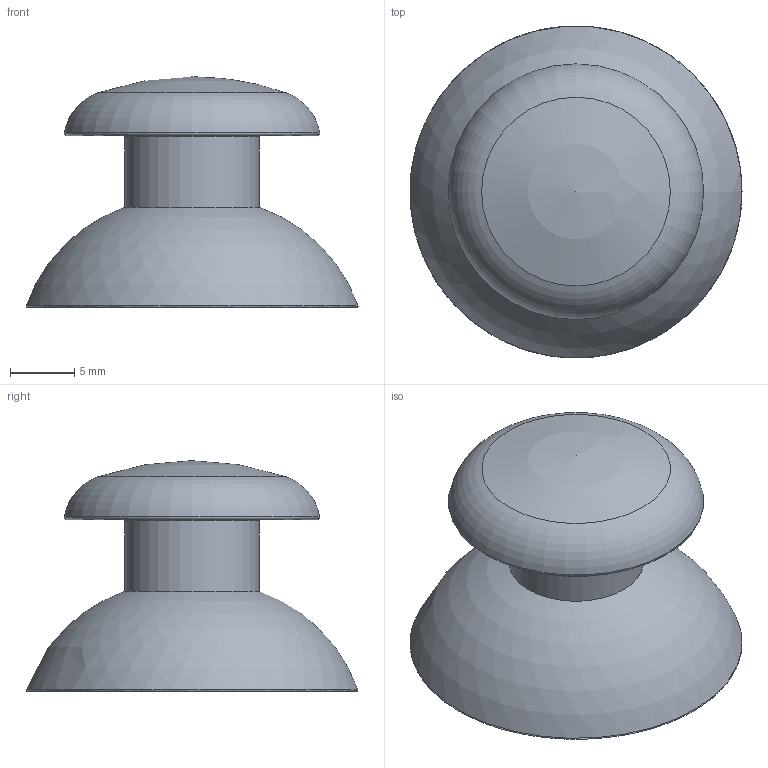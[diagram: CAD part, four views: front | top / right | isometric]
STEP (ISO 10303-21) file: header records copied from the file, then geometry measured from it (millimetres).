
FILE_DESCRIPTION(('FreeCAD Model'),'2;1');
FILE_NAME('Open CASCADE Shape Model','2023-03-02T21:36:46',(''),(''), 'Open CASCADE STEP processor 7.6','FreeCAD','Unknown');
FILE_SCHEMA(('AUTOMOTIVE_DESIGN { 1 0 10303 214 1 1 1 1 }'));
Length unit declared in the file: millimetre
Products named in the file (1): Thumb-Button
Bounding box: 25.91 x 25.91 x 18 mm (x, y, z)
Volume: 2005.7 mm3; surface area: 2471.5 mm2
Topology: 1 solids, 1 shells, 30 faces, 72 edges, 46 vertices
Faces by surface type: plane 18, cylinder 4, torus 3, bspline 2, revolution 2, sphere 1
Full cylindrical faces by diameter (mm): 5.6 x1, 10.5 x1
Entity records: 1191 total; most frequent: CARTESIAN_POINT 494, ORIENTED_EDGE 142, DIRECTION 138, EDGE_CURVE 71, AXIS2_PLACEMENT_3D 55, VERTEX_POINT 46, FACE_BOUND 33, EDGE_LOOP 33
